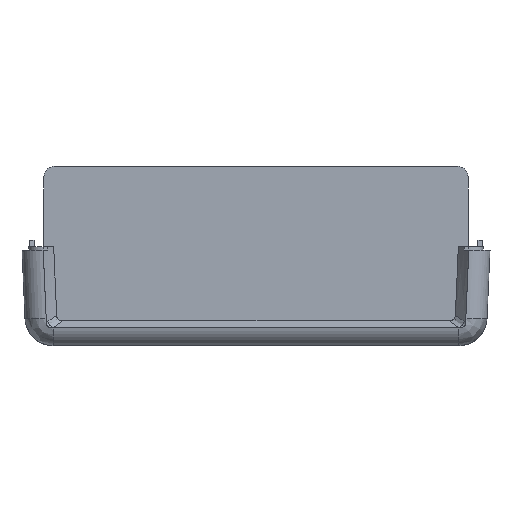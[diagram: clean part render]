
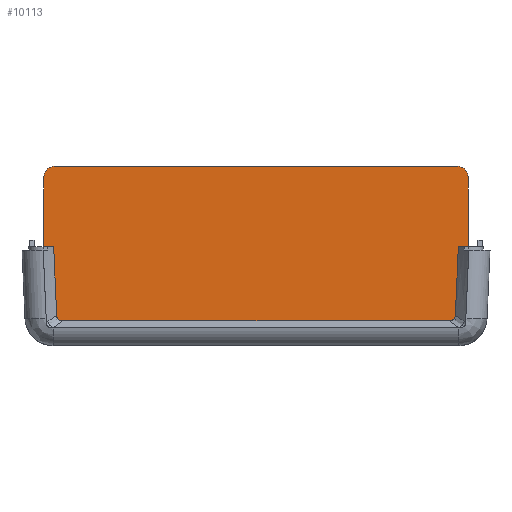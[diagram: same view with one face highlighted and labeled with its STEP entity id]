
A CAD part, front view. The second image highlights one B-rep face of the part: STEP entity #10113.
In plain terms, the highlighted face is planar.
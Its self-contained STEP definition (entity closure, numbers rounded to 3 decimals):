
#10113 = ADVANCED_FACE('',(#10114),#10128,.F.);
#10114 = FACE_BOUND('',#10115,.T.);
#10115 = EDGE_LOOP('',(#10116,#10151,#10180,#10208,#10237,#10265,#10294,
    #10322));
#10116 = ORIENTED_EDGE('',*,*,#10117,.F.);
#10117 = EDGE_CURVE('',#10118,#10120,#10122,.T.);
#10118 = VERTEX_POINT('',#10119);
#10119 = CARTESIAN_POINT('',(-30.,9.85,-0.85));
#10120 = VERTEX_POINT('',#10121);
#10121 = CARTESIAN_POINT('',(-30.,-9.85,-0.85));
#10122 = SURFACE_CURVE('',#10123,(#10127,#10139),.PCURVE_S1.);
#10123 = LINE('',#10124,#10125);
#10124 = CARTESIAN_POINT('',(-30.,9.85,-0.85));
#10125 = VECTOR('',#10126,1.);
#10126 = DIRECTION('',(0.,-1.,0.));
#10127 = PCURVE('',#10128,#10133);
#10128 = PLANE('',#10129);
#10129 = AXIS2_PLACEMENT_3D('',#10130,#10131,#10132);
#10130 = CARTESIAN_POINT('',(0.,0.,-0.85));
#10131 = DIRECTION('',(0.,0.,1.));
#10132 = DIRECTION('',(1.,0.,-0.));
#10133 = DEFINITIONAL_REPRESENTATION('',(#10134),#10138);
#10134 = LINE('',#10135,#10136);
#10135 = CARTESIAN_POINT('',(-30.,9.85));
#10136 = VECTOR('',#10137,1.);
#10137 = DIRECTION('',(0.,-1.));
#10138 = ( GEOMETRIC_REPRESENTATION_CONTEXT(2) 
PARAMETRIC_REPRESENTATION_CONTEXT() REPRESENTATION_CONTEXT('2D SPACE',''
  ) );
#10139 = PCURVE('',#10140,#10145);
#10140 = PLANE('',#10141);
#10141 = AXIS2_PLACEMENT_3D('',#10142,#10143,#10144);
#10142 = CARTESIAN_POINT('',(-30.,-9.85,0.));
#10143 = DIRECTION('',(-1.,0.,0.));
#10144 = DIRECTION('',(0.,0.,1.));
#10145 = DEFINITIONAL_REPRESENTATION('',(#10146),#10150);
#10146 = LINE('',#10147,#10148);
#10147 = CARTESIAN_POINT('',(-0.85,19.7));
#10148 = VECTOR('',#10149,1.);
#10149 = DIRECTION('',(0.,-1.));
#10150 = ( GEOMETRIC_REPRESENTATION_CONTEXT(2) 
PARAMETRIC_REPRESENTATION_CONTEXT() REPRESENTATION_CONTEXT('2D SPACE',''
  ) );
#10151 = ORIENTED_EDGE('',*,*,#10152,.F.);
#10152 = EDGE_CURVE('',#10153,#10118,#10155,.T.);
#10153 = VERTEX_POINT('',#10154);
#10154 = CARTESIAN_POINT('',(-28.5,11.35,-0.85));
#10155 = SURFACE_CURVE('',#10156,(#10161,#10168),.PCURVE_S1.);
#10156 = CIRCLE('',#10157,1.5);
#10157 = AXIS2_PLACEMENT_3D('',#10158,#10159,#10160);
#10158 = CARTESIAN_POINT('',(-28.5,9.85,-0.85));
#10159 = DIRECTION('',(0.,-0.,1.));
#10160 = DIRECTION('',(0.,1.,0.));
#10161 = PCURVE('',#10128,#10162);
#10162 = DEFINITIONAL_REPRESENTATION('',(#10163),#10167);
#10163 = CIRCLE('',#10164,1.5);
#10164 = AXIS2_PLACEMENT_2D('',#10165,#10166);
#10165 = CARTESIAN_POINT('',(-28.5,9.85));
#10166 = DIRECTION('',(0.,1.));
#10167 = ( GEOMETRIC_REPRESENTATION_CONTEXT(2) 
PARAMETRIC_REPRESENTATION_CONTEXT() REPRESENTATION_CONTEXT('2D SPACE',''
  ) );
#10168 = PCURVE('',#10169,#10174);
#10169 = CYLINDRICAL_SURFACE('',#10170,1.5);
#10170 = AXIS2_PLACEMENT_3D('',#10171,#10172,#10173);
#10171 = CARTESIAN_POINT('',(-28.5,9.85,0.));
#10172 = DIRECTION('',(0.,0.,1.));
#10173 = DIRECTION('',(0.,1.,0.));
#10174 = DEFINITIONAL_REPRESENTATION('',(#10175),#10179);
#10175 = LINE('',#10176,#10177);
#10176 = CARTESIAN_POINT('',(0.,-0.85));
#10177 = VECTOR('',#10178,1.);
#10178 = DIRECTION('',(1.,0.));
#10179 = ( GEOMETRIC_REPRESENTATION_CONTEXT(2) 
PARAMETRIC_REPRESENTATION_CONTEXT() REPRESENTATION_CONTEXT('2D SPACE',''
  ) );
#10180 = ORIENTED_EDGE('',*,*,#10181,.F.);
#10181 = EDGE_CURVE('',#10182,#10153,#10184,.T.);
#10182 = VERTEX_POINT('',#10183);
#10183 = CARTESIAN_POINT('',(28.5,11.35,-0.85));
#10184 = SURFACE_CURVE('',#10185,(#10189,#10196),.PCURVE_S1.);
#10185 = LINE('',#10186,#10187);
#10186 = CARTESIAN_POINT('',(28.5,11.35,-0.85));
#10187 = VECTOR('',#10188,1.);
#10188 = DIRECTION('',(-1.,0.,0.));
#10189 = PCURVE('',#10128,#10190);
#10190 = DEFINITIONAL_REPRESENTATION('',(#10191),#10195);
#10191 = LINE('',#10192,#10193);
#10192 = CARTESIAN_POINT('',(28.5,11.35));
#10193 = VECTOR('',#10194,1.);
#10194 = DIRECTION('',(-1.,0.));
#10195 = ( GEOMETRIC_REPRESENTATION_CONTEXT(2) 
PARAMETRIC_REPRESENTATION_CONTEXT() REPRESENTATION_CONTEXT('2D SPACE',''
  ) );
#10196 = PCURVE('',#10197,#10202);
#10197 = PLANE('',#10198);
#10198 = AXIS2_PLACEMENT_3D('',#10199,#10200,#10201);
#10199 = CARTESIAN_POINT('',(-28.5,11.35,0.));
#10200 = DIRECTION('',(0.,1.,0.));
#10201 = DIRECTION('',(0.,-0.,1.));
#10202 = DEFINITIONAL_REPRESENTATION('',(#10203),#10207);
#10203 = LINE('',#10204,#10205);
#10204 = CARTESIAN_POINT('',(-0.85,57.));
#10205 = VECTOR('',#10206,1.);
#10206 = DIRECTION('',(0.,-1.));
#10207 = ( GEOMETRIC_REPRESENTATION_CONTEXT(2) 
PARAMETRIC_REPRESENTATION_CONTEXT() REPRESENTATION_CONTEXT('2D SPACE',''
  ) );
#10208 = ORIENTED_EDGE('',*,*,#10209,.F.);
#10209 = EDGE_CURVE('',#10210,#10182,#10212,.T.);
#10210 = VERTEX_POINT('',#10211);
#10211 = CARTESIAN_POINT('',(30.,9.85,-0.85));
#10212 = SURFACE_CURVE('',#10213,(#10218,#10225),.PCURVE_S1.);
#10213 = CIRCLE('',#10214,1.5);
#10214 = AXIS2_PLACEMENT_3D('',#10215,#10216,#10217);
#10215 = CARTESIAN_POINT('',(28.5,9.85,-0.85));
#10216 = DIRECTION('',(0.,0.,1.));
#10217 = DIRECTION('',(1.,0.,-0.));
#10218 = PCURVE('',#10128,#10219);
#10219 = DEFINITIONAL_REPRESENTATION('',(#10220),#10224);
#10220 = CIRCLE('',#10221,1.5);
#10221 = AXIS2_PLACEMENT_2D('',#10222,#10223);
#10222 = CARTESIAN_POINT('',(28.5,9.85));
#10223 = DIRECTION('',(1.,0.));
#10224 = ( GEOMETRIC_REPRESENTATION_CONTEXT(2) 
PARAMETRIC_REPRESENTATION_CONTEXT() REPRESENTATION_CONTEXT('2D SPACE',''
  ) );
#10225 = PCURVE('',#10226,#10231);
#10226 = CYLINDRICAL_SURFACE('',#10227,1.5);
#10227 = AXIS2_PLACEMENT_3D('',#10228,#10229,#10230);
#10228 = CARTESIAN_POINT('',(28.5,9.85,0.));
#10229 = DIRECTION('',(0.,0.,1.));
#10230 = DIRECTION('',(1.,0.,-0.));
#10231 = DEFINITIONAL_REPRESENTATION('',(#10232),#10236);
#10232 = LINE('',#10233,#10234);
#10233 = CARTESIAN_POINT('',(0.,-0.85));
#10234 = VECTOR('',#10235,1.);
#10235 = DIRECTION('',(1.,0.));
#10236 = ( GEOMETRIC_REPRESENTATION_CONTEXT(2) 
PARAMETRIC_REPRESENTATION_CONTEXT() REPRESENTATION_CONTEXT('2D SPACE',''
  ) );
#10237 = ORIENTED_EDGE('',*,*,#10238,.F.);
#10238 = EDGE_CURVE('',#10239,#10210,#10241,.T.);
#10239 = VERTEX_POINT('',#10240);
#10240 = CARTESIAN_POINT('',(30.,-9.85,-0.85));
#10241 = SURFACE_CURVE('',#10242,(#10246,#10253),.PCURVE_S1.);
#10242 = LINE('',#10243,#10244);
#10243 = CARTESIAN_POINT('',(30.,-9.85,-0.85));
#10244 = VECTOR('',#10245,1.);
#10245 = DIRECTION('',(0.,1.,0.));
#10246 = PCURVE('',#10128,#10247);
#10247 = DEFINITIONAL_REPRESENTATION('',(#10248),#10252);
#10248 = LINE('',#10249,#10250);
#10249 = CARTESIAN_POINT('',(30.,-9.85));
#10250 = VECTOR('',#10251,1.);
#10251 = DIRECTION('',(0.,1.));
#10252 = ( GEOMETRIC_REPRESENTATION_CONTEXT(2) 
PARAMETRIC_REPRESENTATION_CONTEXT() REPRESENTATION_CONTEXT('2D SPACE',''
  ) );
#10253 = PCURVE('',#10254,#10259);
#10254 = PLANE('',#10255);
#10255 = AXIS2_PLACEMENT_3D('',#10256,#10257,#10258);
#10256 = CARTESIAN_POINT('',(30.,9.85,0.));
#10257 = DIRECTION('',(1.,0.,0.));
#10258 = DIRECTION('',(0.,0.,-1.));
#10259 = DEFINITIONAL_REPRESENTATION('',(#10260),#10264);
#10260 = LINE('',#10261,#10262);
#10261 = CARTESIAN_POINT('',(0.85,-19.7));
#10262 = VECTOR('',#10263,1.);
#10263 = DIRECTION('',(0.,1.));
#10264 = ( GEOMETRIC_REPRESENTATION_CONTEXT(2) 
PARAMETRIC_REPRESENTATION_CONTEXT() REPRESENTATION_CONTEXT('2D SPACE',''
  ) );
#10265 = ORIENTED_EDGE('',*,*,#10266,.F.);
#10266 = EDGE_CURVE('',#10267,#10239,#10269,.T.);
#10267 = VERTEX_POINT('',#10268);
#10268 = CARTESIAN_POINT('',(28.5,-11.35,-0.85));
#10269 = SURFACE_CURVE('',#10270,(#10275,#10282),.PCURVE_S1.);
#10270 = CIRCLE('',#10271,1.5);
#10271 = AXIS2_PLACEMENT_3D('',#10272,#10273,#10274);
#10272 = CARTESIAN_POINT('',(28.5,-9.85,-0.85));
#10273 = DIRECTION('',(0.,0.,1.));
#10274 = DIRECTION('',(0.,-1.,0.));
#10275 = PCURVE('',#10128,#10276);
#10276 = DEFINITIONAL_REPRESENTATION('',(#10277),#10281);
#10277 = CIRCLE('',#10278,1.5);
#10278 = AXIS2_PLACEMENT_2D('',#10279,#10280);
#10279 = CARTESIAN_POINT('',(28.5,-9.85));
#10280 = DIRECTION('',(0.,-1.));
#10281 = ( GEOMETRIC_REPRESENTATION_CONTEXT(2) 
PARAMETRIC_REPRESENTATION_CONTEXT() REPRESENTATION_CONTEXT('2D SPACE',''
  ) );
#10282 = PCURVE('',#10283,#10288);
#10283 = CYLINDRICAL_SURFACE('',#10284,1.5);
#10284 = AXIS2_PLACEMENT_3D('',#10285,#10286,#10287);
#10285 = CARTESIAN_POINT('',(28.5,-9.85,0.));
#10286 = DIRECTION('',(0.,0.,1.));
#10287 = DIRECTION('',(0.,-1.,0.));
#10288 = DEFINITIONAL_REPRESENTATION('',(#10289),#10293);
#10289 = LINE('',#10290,#10291);
#10290 = CARTESIAN_POINT('',(0.,-0.85));
#10291 = VECTOR('',#10292,1.);
#10292 = DIRECTION('',(1.,0.));
#10293 = ( GEOMETRIC_REPRESENTATION_CONTEXT(2) 
PARAMETRIC_REPRESENTATION_CONTEXT() REPRESENTATION_CONTEXT('2D SPACE',''
  ) );
#10294 = ORIENTED_EDGE('',*,*,#10295,.F.);
#10295 = EDGE_CURVE('',#10296,#10267,#10298,.T.);
#10296 = VERTEX_POINT('',#10297);
#10297 = CARTESIAN_POINT('',(-28.5,-11.35,-0.85));
#10298 = SURFACE_CURVE('',#10299,(#10303,#10310),.PCURVE_S1.);
#10299 = LINE('',#10300,#10301);
#10300 = CARTESIAN_POINT('',(-28.5,-11.35,-0.85));
#10301 = VECTOR('',#10302,1.);
#10302 = DIRECTION('',(1.,0.,0.));
#10303 = PCURVE('',#10128,#10304);
#10304 = DEFINITIONAL_REPRESENTATION('',(#10305),#10309);
#10305 = LINE('',#10306,#10307);
#10306 = CARTESIAN_POINT('',(-28.5,-11.35));
#10307 = VECTOR('',#10308,1.);
#10308 = DIRECTION('',(1.,0.));
#10309 = ( GEOMETRIC_REPRESENTATION_CONTEXT(2) 
PARAMETRIC_REPRESENTATION_CONTEXT() REPRESENTATION_CONTEXT('2D SPACE',''
  ) );
#10310 = PCURVE('',#10311,#10316);
#10311 = PLANE('',#10312);
#10312 = AXIS2_PLACEMENT_3D('',#10313,#10314,#10315);
#10313 = CARTESIAN_POINT('',(28.5,-11.35,0.));
#10314 = DIRECTION('',(0.,-1.,0.));
#10315 = DIRECTION('',(0.,0.,-1.));
#10316 = DEFINITIONAL_REPRESENTATION('',(#10317),#10321);
#10317 = LINE('',#10318,#10319);
#10318 = CARTESIAN_POINT('',(0.85,-57.));
#10319 = VECTOR('',#10320,1.);
#10320 = DIRECTION('',(0.,1.));
#10321 = ( GEOMETRIC_REPRESENTATION_CONTEXT(2) 
PARAMETRIC_REPRESENTATION_CONTEXT() REPRESENTATION_CONTEXT('2D SPACE',''
  ) );
#10322 = ORIENTED_EDGE('',*,*,#10323,.F.);
#10323 = EDGE_CURVE('',#10120,#10296,#10324,.T.);
#10324 = SURFACE_CURVE('',#10325,(#10330,#10337),.PCURVE_S1.);
#10325 = CIRCLE('',#10326,1.5);
#10326 = AXIS2_PLACEMENT_3D('',#10327,#10328,#10329);
#10327 = CARTESIAN_POINT('',(-28.5,-9.85,-0.85));
#10328 = DIRECTION('',(0.,0.,1.));
#10329 = DIRECTION('',(-1.,0.,0.));
#10330 = PCURVE('',#10128,#10331);
#10331 = DEFINITIONAL_REPRESENTATION('',(#10332),#10336);
#10332 = CIRCLE('',#10333,1.5);
#10333 = AXIS2_PLACEMENT_2D('',#10334,#10335);
#10334 = CARTESIAN_POINT('',(-28.5,-9.85));
#10335 = DIRECTION('',(-1.,0.));
#10336 = ( GEOMETRIC_REPRESENTATION_CONTEXT(2) 
PARAMETRIC_REPRESENTATION_CONTEXT() REPRESENTATION_CONTEXT('2D SPACE',''
  ) );
#10337 = PCURVE('',#10338,#10343);
#10338 = CYLINDRICAL_SURFACE('',#10339,1.5);
#10339 = AXIS2_PLACEMENT_3D('',#10340,#10341,#10342);
#10340 = CARTESIAN_POINT('',(-28.5,-9.85,0.));
#10341 = DIRECTION('',(0.,0.,1.));
#10342 = DIRECTION('',(-1.,0.,0.));
#10343 = DEFINITIONAL_REPRESENTATION('',(#10344),#10348);
#10344 = LINE('',#10345,#10346);
#10345 = CARTESIAN_POINT('',(0.,-0.85));
#10346 = VECTOR('',#10347,1.);
#10347 = DIRECTION('',(1.,0.));
#10348 = ( GEOMETRIC_REPRESENTATION_CONTEXT(2) 
PARAMETRIC_REPRESENTATION_CONTEXT() REPRESENTATION_CONTEXT('2D SPACE',''
  ) );
